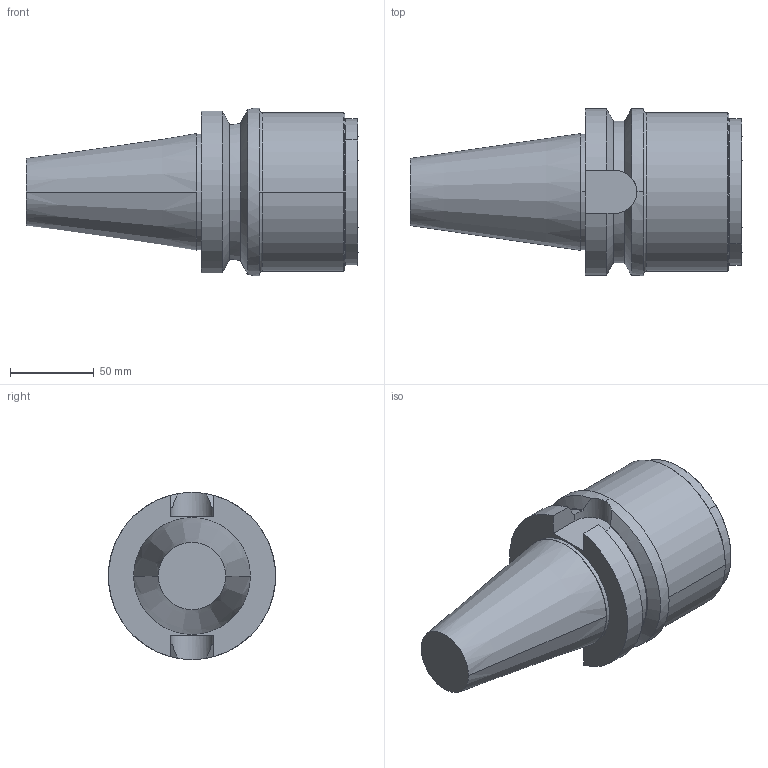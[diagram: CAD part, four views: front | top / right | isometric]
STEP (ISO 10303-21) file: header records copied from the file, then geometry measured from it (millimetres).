
FILE_DESCRIPTION(('STEP AP214'),'1');
FILE_NAME('bt50D.stp','2018-08-20T19:18:29',(' '),(' '),'Spatial InterOp 3D',' ',' ');
FILE_SCHEMA(('automotive_design'));
Length unit declared in the file: inch
Products named in the file (1): HSK63A-SA Assembly|NAUO13#0001-AS ADAPTER;Fillet1
Bounding box: 198.62 x 100 x 100 mm (x, y, z)
Volume: 895062 mm3; surface area: 66838.2 mm2
Topology: 1 solids, 5 shells, 508 faces, 1253 edges, 781 vertices
Faces by surface type: cylinder 238, plane 130, cone 112, bspline 18, torus 10
Entity records: 115339 total; most frequent: CARTESIAN_POINT 100287, ORIENTED_EDGE 2490, DIRECTION 2094, EDGE_CURVE 1245, AXIS2_PLACEMENT_3D 834, VERTEX_POINT 781, EDGE_LOOP 550, STYLED_ITEM 509
